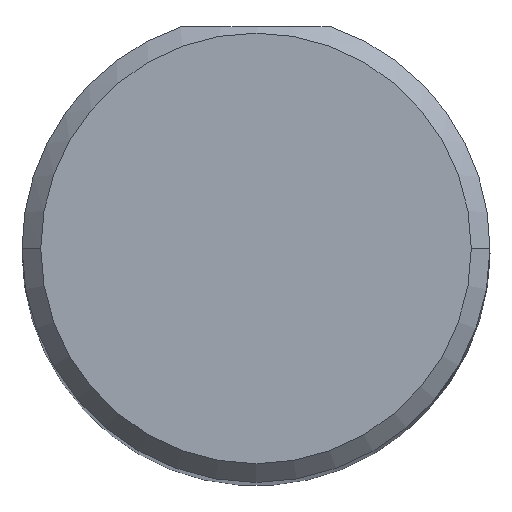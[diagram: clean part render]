
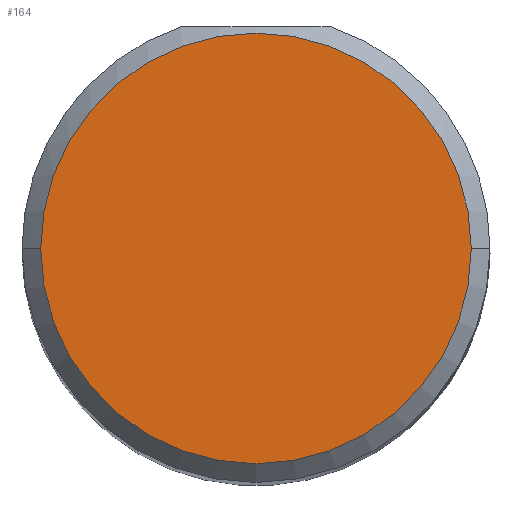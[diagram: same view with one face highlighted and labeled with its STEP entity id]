
A CAD part, top view. The second image highlights one B-rep face of the part: STEP entity #164.
In plain terms, the highlighted planar face has unit normal (0, 0, 1).
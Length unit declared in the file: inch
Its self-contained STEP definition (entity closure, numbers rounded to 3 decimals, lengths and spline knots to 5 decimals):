
#80 = EDGE_CURVE ( 'NONE', #334, #499, #653, .T. ) ;
#103 = CARTESIAN_POINT ( 'NONE',  ( 0., 0., 2.5 ) ) ;
#134 = CARTESIAN_POINT ( 'NONE',  ( 0.1725, 0., 2.5 ) ) ;
#164 = ADVANCED_FACE ( 'NONE', ( #618 ), #378, .T. ) ;
#199 = DIRECTION ( 'NONE',  ( 0., 0., 1. ) ) ;
#208 = DIRECTION ( 'NONE',  ( 1., 0., 0. ) ) ;
#247 = DIRECTION ( 'NONE',  ( 1., 0., 0. ) ) ;
#293 = CIRCLE ( 'NONE', #573, 0.1725 ) ;
#296 = ORIENTED_EDGE ( 'NONE', *, *, #451, .T. ) ;
#317 = CARTESIAN_POINT ( 'NONE',  ( 0., 0., 2.5 ) ) ;
#320 = DIRECTION ( 'NONE',  ( 1., 0., 0. ) ) ;
#334 = VERTEX_POINT ( 'NONE', #134 ) ;
#351 = DIRECTION ( 'NONE',  ( 0., 0., 1. ) ) ;
#378 = PLANE ( 'NONE',  #617 ) ;
#442 = ORIENTED_EDGE ( 'NONE', *, *, #80, .T. ) ;
#451 = EDGE_CURVE ( 'NONE', #499, #334, #293, .T. ) ;
#475 = DIRECTION ( 'NONE',  ( 0., 0., 1. ) ) ;
#499 = VERTEX_POINT ( 'NONE', #503 ) ;
#503 = CARTESIAN_POINT ( 'NONE',  ( -0.1725, 0., 2.5 ) ) ;
#533 = AXIS2_PLACEMENT_3D ( 'NONE', #567, #351, #208 ) ;
#567 = CARTESIAN_POINT ( 'NONE',  ( 0., 0., 2.5 ) ) ;
#573 = AXIS2_PLACEMENT_3D ( 'NONE', #103, #199, #247 ) ;
#593 = EDGE_LOOP ( 'NONE', ( #296, #442 ) ) ;
#617 = AXIS2_PLACEMENT_3D ( 'NONE', #317, #475, #320 ) ;
#618 = FACE_OUTER_BOUND ( 'NONE', #593, .T. ) ;
#653 = CIRCLE ( 'NONE', #533, 0.1725 ) ;
